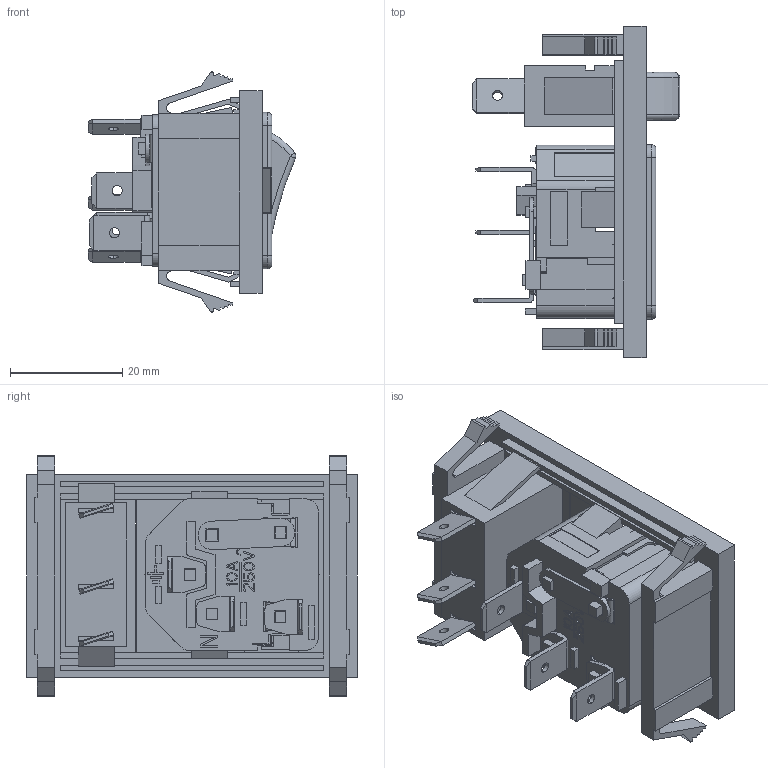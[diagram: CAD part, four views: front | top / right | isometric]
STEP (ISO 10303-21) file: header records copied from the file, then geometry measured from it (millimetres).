
FILE_DESCRIPTION (( 'STEP AP214' ), '1' );
FILE_NAME ('ACM-C4-NXQ6R1LFV-LC_3D.step', '2023-10-17T07:21:03', ( '' ), ( '' ), 'SwSTEP 2.0', 'SolidWorks 2022', '' );
FILE_SCHEMA (( 'AUTOMOTIVE_DESIGN' ));
Length unit declared in the file: millimetre
Products named in the file (1): ACM-C4-NXQ6R1LFV-LC_3D
Bounding box: 37.04 x 58.98 x 42.83 mm (x, y, z)
Volume: 21312.9 mm3; surface area: 22164 mm2
Topology: 15 solids, 15 shells, 1618 faces, 4526 edges, 2976 vertices
Faces by surface type: plane 1403, cylinder 181, torus 16, bspline 14, sphere 4
Entity records: 51712 total; most frequent: CARTESIAN_POINT 9483, ORIENTED_EDGE 9044, DIRECTION 8138, EDGE_CURVE 4522, VECTOR 4092, LINE 4092, VERTEX_POINT 2976, AXIS2_PLACEMENT_3D 2023
